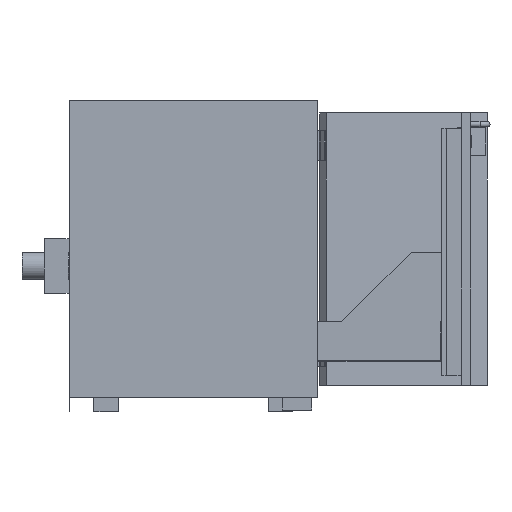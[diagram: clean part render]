
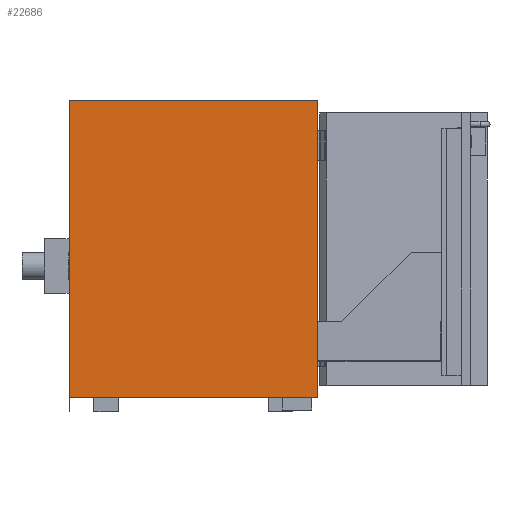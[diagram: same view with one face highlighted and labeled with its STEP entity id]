
A CAD part, left-side view. The second image highlights one B-rep face of the part: STEP entity #22686.
In plain terms, the highlighted planar face has unit normal (-1, 0, 0).
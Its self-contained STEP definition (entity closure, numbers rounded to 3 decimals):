
#1062=LINE('',#29800,#3495);
#1096=LINE('',#29870,#3529);
#1104=LINE('',#29887,#3537);
#1106=LINE('',#29891,#3539);
#1173=LINE('',#30028,#3606);
#1186=LINE('',#30071,#3619);
#3495=VECTOR('',#25216,10.);
#3529=VECTOR('',#25284,10.);
#3537=VECTOR('',#25302,10.);
#3539=VECTOR('',#25306,10.);
#3606=VECTOR('',#25421,10.);
#3619=VECTOR('',#25476,10.);
#5911=PLANE('',#24057);
#6987=FACE_OUTER_BOUND('',#8255,.T.);
#8255=EDGE_LOOP('',(#15439,#15440,#15441,#15442,#15443,#15444));
#9771=VERTEX_POINT('',#29798);
#9772=VERTEX_POINT('',#29799);
#9790=VERTEX_POINT('',#29866);
#9795=VERTEX_POINT('',#29885);
#9796=VERTEX_POINT('',#29889);
#9842=VERTEX_POINT('',#30026);
#11916=EDGE_CURVE('',#9771,#9772,#1062,.T.);
#11952=EDGE_CURVE('',#9772,#9790,#1096,.T.);
#11960=EDGE_CURVE('',#9771,#9795,#1104,.T.);
#11962=EDGE_CURVE('',#9796,#9795,#1106,.T.);
#12029=EDGE_CURVE('',#9842,#9796,#1173,.T.);
#12046=EDGE_CURVE('',#9790,#9842,#1186,.T.);
#15439=ORIENTED_EDGE('',*,*,#12046,.F.);
#15440=ORIENTED_EDGE('',*,*,#11952,.F.);
#15441=ORIENTED_EDGE('',*,*,#11916,.F.);
#15442=ORIENTED_EDGE('',*,*,#11960,.T.);
#15443=ORIENTED_EDGE('',*,*,#11962,.F.);
#15444=ORIENTED_EDGE('',*,*,#12029,.F.);
#22686=ADVANCED_FACE('',(#6987),#5911,.T.);
#24057=AXIS2_PLACEMENT_3D('',#30070,#25474,#25475);
#25216=DIRECTION('',(0.,0.,1.));
#25284=DIRECTION('',(0.,-1.,0.));
#25302=DIRECTION('',(0.,-1.,0.));
#25306=DIRECTION('',(0.,0.,-1.));
#25421=DIRECTION('',(0.,1.,0.));
#25474=DIRECTION('center_axis',(-1.,0.,0.));
#25475=DIRECTION('ref_axis',(0.,-1.,0.));
#25476=DIRECTION('',(0.,0.,-1.));
#29798=CARTESIAN_POINT('',(-551.,251.25,-329.94));
#29799=CARTESIAN_POINT('',(-551.,251.25,300.44));
#29800=CARTESIAN_POINT('',(-551.,251.25,0.));
#29866=CARTESIAN_POINT('',(-551.,-251.25,300.44));
#29870=CARTESIAN_POINT('',(-551.,251.25,300.44));
#29885=CARTESIAN_POINT('',(-551.,251.15,-329.94));
#29887=CARTESIAN_POINT('',(-551.,251.25,-329.94));
#29889=CARTESIAN_POINT('',(-551.,251.15,-300.44));
#29891=CARTESIAN_POINT('',(-551.,251.15,-329.94));
#30026=CARTESIAN_POINT('',(-551.,-251.25,-300.44));
#30028=CARTESIAN_POINT('',(-551.,251.25,-300.44));
#30070=CARTESIAN_POINT('Origin',(-551.,251.25,0.));
#30071=CARTESIAN_POINT('',(-551.,-251.25,0.));
